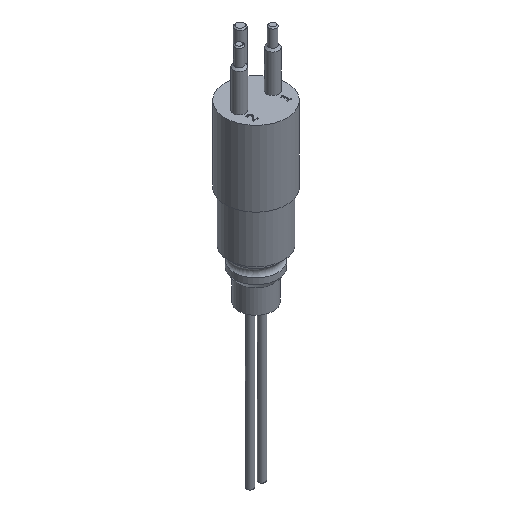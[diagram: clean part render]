
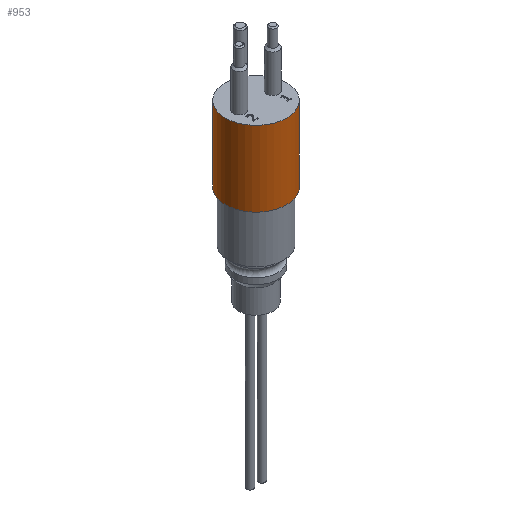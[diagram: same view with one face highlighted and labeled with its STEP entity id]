
A CAD part, isometric view. The second image highlights one B-rep face of the part: STEP entity #953.
In plain terms, the highlighted cylindrical face has radius 7.75 mm (diameter 15.5 mm), a full revolution.
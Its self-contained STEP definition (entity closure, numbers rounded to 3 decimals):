
#209=CYLINDRICAL_SURFACE($,#1031,7.75);
#236=FACE_BOUND($,#381,.T.);
#299=FACE_OUTER_BOUND($,#380,.T.);
#380=EDGE_LOOP($,(#807));
#381=EDGE_LOOP($,(#808));
#417=CIRCLE($,#1032,7.75);
#418=CIRCLE($,#1033,7.75);
#502=VERTEX_POINT($,#1661);
#503=VERTEX_POINT($,#1663);
#615=EDGE_CURVE($,#502,#502,#417,.T.);
#616=EDGE_CURVE($,#503,#503,#418,.T.);
#807=ORIENTED_EDGE($,*,*,#615,.T.);
#808=ORIENTED_EDGE($,*,*,#616,.F.);
#953=ADVANCED_FACE($,(#299,#236),#209,.T.);
#1031=AXIS2_PLACEMENT_3D($,#1660,#1242,#1243);
#1032=AXIS2_PLACEMENT_3D($,#1662,#1244,#1245);
#1033=AXIS2_PLACEMENT_3D($,#1664,#1246,#1247);
#1242=DIRECTION('center_axis',(0.,0.,1.));
#1243=DIRECTION('ref_axis',(-1.,0.,0.));
#1244=DIRECTION('center_axis',(0.,0.,-1.));
#1245=DIRECTION('ref_axis',(-1.,0.,0.));
#1246=DIRECTION('center_axis',(0.,0.,-1.));
#1247=DIRECTION('ref_axis',(-1.,0.,0.));
#1660=CARTESIAN_POINT('Origin',(0.,0.,0.));
#1661=CARTESIAN_POINT('',(7.75,0.,19.));
#1662=CARTESIAN_POINT('Origin',(0.,0.,19.));
#1663=CARTESIAN_POINT('',(7.75,0.,0.));
#1664=CARTESIAN_POINT('Origin',(0.,0.,0.));
